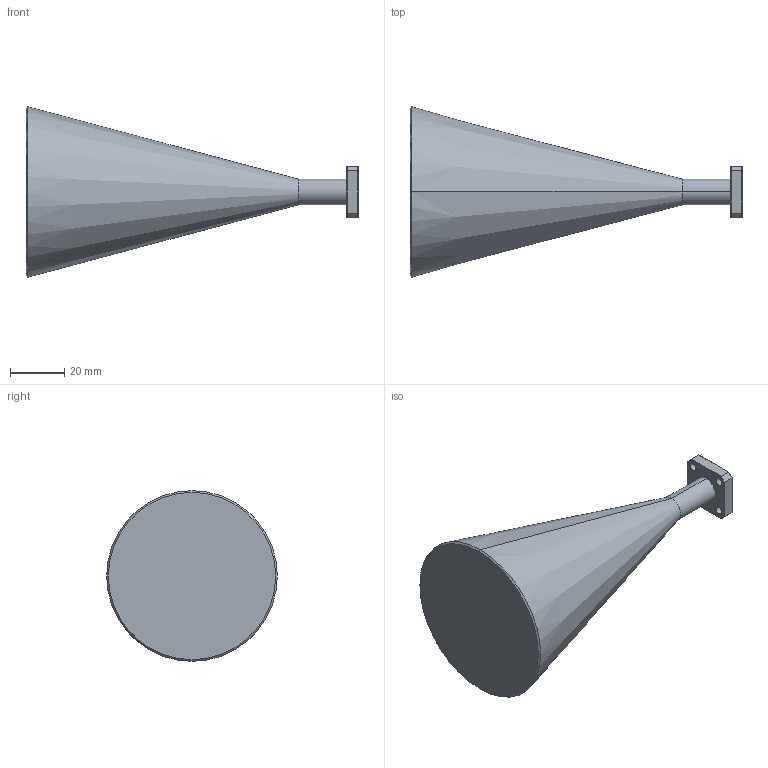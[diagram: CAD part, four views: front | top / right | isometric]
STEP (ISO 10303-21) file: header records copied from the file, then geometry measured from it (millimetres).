
FILE_DESCRIPTION (( 'STEP AP203' ), '1' );
FILE_NAME ('SAC-2309-28-S2.STEP', '2019-02-06T17:29:27', ( '' ), ( '' ), 'SwSTEP 2.0', 'SolidWorks 2016', '' );
FILE_SCHEMA (( 'CONFIG_CONTROL_DESIGN' ));
Length unit declared in the file: inch
Products named in the file (1): SAC-2309-28-S2
Bounding box: 121.92 x 62.67 x 62.67 mm (x, y, z)
Volume: 124226 mm3; surface area: 16337.5 mm2
Topology: 1 solids, 1 shells, 46 faces, 106 edges, 64 vertices
Faces by surface type: plane 32, cylinder 10, cone 4
Entity records: 1369 total; most frequent: DIRECTION 224, CARTESIAN_POINT 217, ORIENTED_EDGE 212, EDGE_CURVE 106, LINE 82, VECTOR 82, AXIS2_PLACEMENT_3D 71, VERTEX_POINT 64
